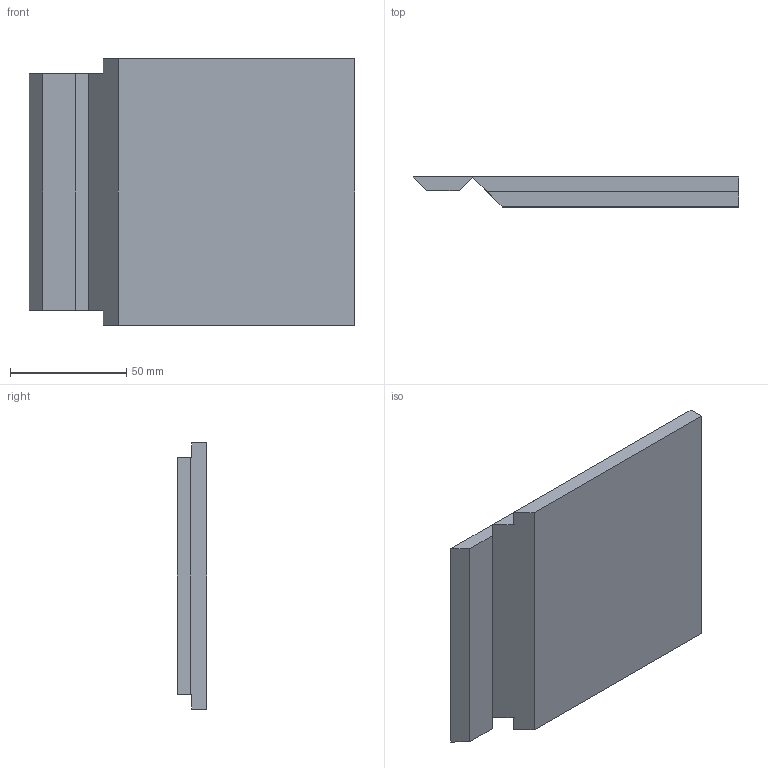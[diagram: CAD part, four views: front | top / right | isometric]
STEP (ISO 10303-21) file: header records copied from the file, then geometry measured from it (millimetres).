
FILE_DESCRIPTION (( 'STEP AP214' ), '1' );
FILE_NAME ('Box Top Live hinge.STEP', '2017-11-20T05:43:14', ( '' ), ( '' ), 'SwSTEP 2.0', 'SolidWorks 2017', '' );
FILE_SCHEMA (( 'AUTOMOTIVE_DESIGN' ));
Length unit declared in the file: millimetre
Products named in the file (3): top; Box Top Live hinge; hinge
Assembly tree (2 placements, depth 2):
  Box Top Live hinge
    top
    hinge
Bounding box: 139.7 x 12.7 x 114.3 mm (x, y, z)
Volume: 159217.9 mm3; surface area: 36519.6 mm2
Topology: 2 solids, 2 shells, 16 faces, 36 edges, 24 vertices
Faces by surface type: plane 16
Entity records: 550 total; most frequent: CARTESIAN_POINT 81, DIRECTION 78, ORIENTED_EDGE 72, EDGE_CURVE 36, LINE 36, VECTOR 36, VERTEX_POINT 24, AXIS2_PLACEMENT_3D 21
